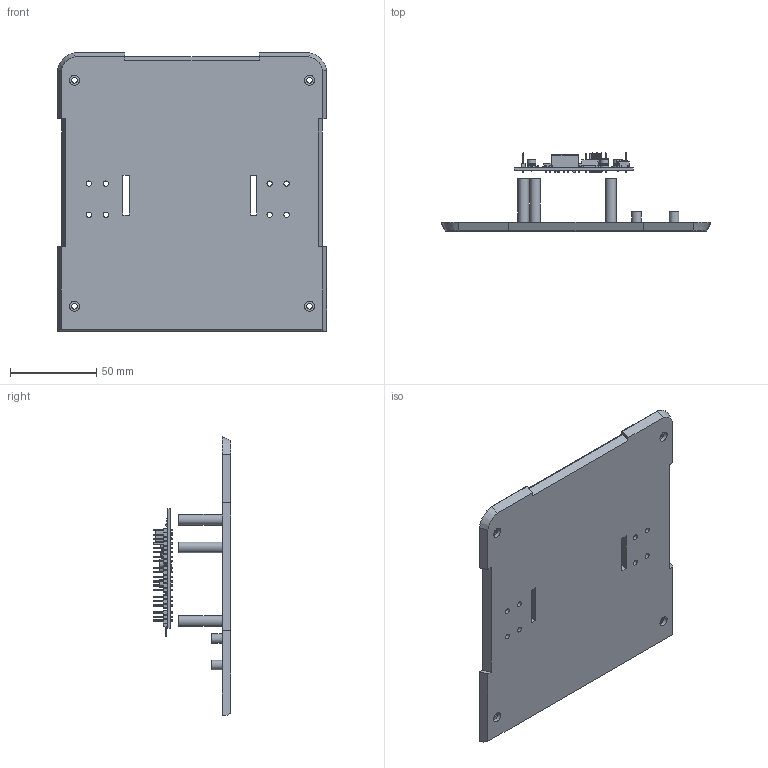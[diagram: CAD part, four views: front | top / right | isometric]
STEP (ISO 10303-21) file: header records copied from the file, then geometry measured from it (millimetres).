
FILE_DESCRIPTION(/* description */ ('STEP AP203'),/* implementation_level */ '2;1');
FILE_NAME(/* name */ 'body-bottom v12.step',/* time_stamp */ '2025-06-13T17:04:52-07:00',/* author */ (''),/* organization */ (''),/* preprocessor_version */ 'ST-DEVELOPER v20.1',/* originating_system */ 'Autodesk Translation Framework v14.10.0.0',/* authorisation */ '');
FILE_SCHEMA (('AUTOMOTIVE_DESIGN { 1 0 10303 214 3 1 1 }'));
Products named in the file (96): body-bottom; Wall_E_motherboard 1; LQFP-64_10x10mm_P0.5mm; LQFP_64_10x10mm_P05mm; C_0603_1608Metric; R_0603_1608Metric; CP_Radial_D5.0mm_P2.00mm; PinHeader_1x06_P2.54mm_Horizontal; PinHeader_1x06_P254mm_Horizontal; PinHeader_1x02_P2.54mm_Horizontal; PinHeader_1x02_P254mm_Horizontal; Crystal_SMD_3215-2Pin_3.2x1.5mm; LED_0603_1608Metric; PinHeader_1x04_P2.54mm_Vertical; PinHeader_1x03_P2.54mm_Vertical; WSON-8-1EP_2x2mm_P0.5mm_EP0.9x1.6mm; LGA-28_5.2x3.8mm_P0.5mm; LGA_28_52x38mm_P05mm; Fuseholder_Blade_Mini_Keystone_3568; A_Keystone_3568; PinHeader_1x06_P2.54mm_Vertical; PinHeader_1x08_P2.54mm_Vertical; PinHeader_1x08_P254mm_Vertical; SW_SPST_PTS645; SW_SPST_PTS645_1; L_1008_2520Metric; L_1008_2520Metric_1; TO-263-3_TabPin2; CQ assembly; Crystal_SMD_3225-4Pin_3.2x2.5mm; Crystal_SMD_3225-4Pin_3.2x2.5mm_1; Wall_E_motherboard_PCB; C_0603_1608Metric_1; C_0603_1608Metric_2; C_0603_1608Metric_3; R_0603_1608Metric_1; R_0603_1608Metric_2; R_0603_1608Metric_3; R_0603_1608Metric_4; C_0603_1608Metric_4 ...
Assembly tree (150 placements, depth 4):
  body-bottom
    Wall_E_motherboard 1
      LQFP-64_10x10mm_P0.5mm
        LQFP_64_10x10mm_P05mm
      C_0603_1608Metric
        C_0603_1608Metric_23
      R_0603_1608Metric
        R_0603_1608Metric_21
      CP_Radial_D5.0mm_P2.00mm
        CP_Radial_D50mm_P200mm
      PinHeader_1x06_P2.54mm_Horizontal
        PinHeader_1x06_P254mm_Horizontal
      PinHeader_1x02_P2.54mm_Horizontal
        PinHeader_1x02_P254mm_Horizontal
      Crystal_SMD_3215-2Pin_3.2x1.5mm
        Crystal_SMD_3215-2Pin_3.2x1.5mm_2
      LED_0603_1608Metric
        LED_0603_1608Metric_3
      PinHeader_1x04_P2.54mm_Vertical
        PinHeader_1x04_P254mm_Vertical
      PinHeader_1x03_P2.54mm_Vertical
        PinHeader_1x03_P254mm_Vertical
      WSON-8-1EP_2x2mm_P0.5mm_EP0.9x1.6mm
        WSON_8_1EP_2x2mm_P05mm_EP09x16mm
      LGA-28_5.2x3.8mm_P0.5mm
        LGA_28_52x38mm_P05mm
      Fuseholder_Blade_Mini_Keystone_3568
        A_Keystone_3568
      PinHeader_1x06_P2.54mm_Vertical
        PinHeader_1x06_P254mm_Vertical
      PinHeader_1x08_P2.54mm_Vertical
        PinHeader_1x08_P254mm_Vertical
      SW_SPST_PTS645
        SW_SPST_PTS645_1
      L_1008_2520Metric
        L_1008_2520Metric_1
      TO-263-3_TabPin2
        CQ assembly
      Crystal_SMD_3225-4Pin_3.2x2.5mm
        Crystal_SMD_3225-4Pin_3.2x2.5mm_1
      Wall_E_motherboard_PCB
      C_0603_1608Metric_1
        C_0603_1608Metric_23
      C_0603_1608Metric_2
        C_0603_1608Metric_23
      C_0603_1608Metric_3
        C_0603_1608Metric_23
      R_0603_1608Metric_1
        R_0603_1608Metric_21
      R_0603_1608Metric_2
        R_0603_1608Metric_21
      R_0603_1608Metric_3
        R_0603_1608Metric_21
      R_0603_1608Metric_4
        R_0603_1608Metric_21
      C_0603_1608Metric_4
        C_0603_1608Metric_23
      C_0603_1608Metric_5
        C_0603_1608Metric_23
      CP_Radial_D5.0mm_P2.00mm_1
Bounding box: 156 x 45.19 x 161.3 mm (x, y, z)
Volume: 127607.5 mm3; surface area: 73987 mm2
Topology: 80 solids, 85 shells, 4957 faces, 12635 edges, 8070 vertices
Faces by surface type: plane 3675, cylinder 1134, torus 107, bspline 34, sphere 4, cone 3
Full cylindrical faces by diameter (mm): 0.25 x2, 0.35 x1, 0.5 x11, 0.6 x4, 0.8 x10, 1 x54, 1.78 x4, 1.9 x6, 2.5 x5, 3.1 x8, 3.2 x12, 3.5 x6, 5.5 x4, 5.8 x4, 6.2 x4
Entity records: 91119 total; most frequent: CARTESIAN_POINT 15890, DIRECTION 14692, ORIENTED_EDGE 14598, EDGE_CURVE 7299, LINE 6010, VECTOR 6010, VERTEX_POINT 4650, AXIS2_PLACEMENT_3D 4341
